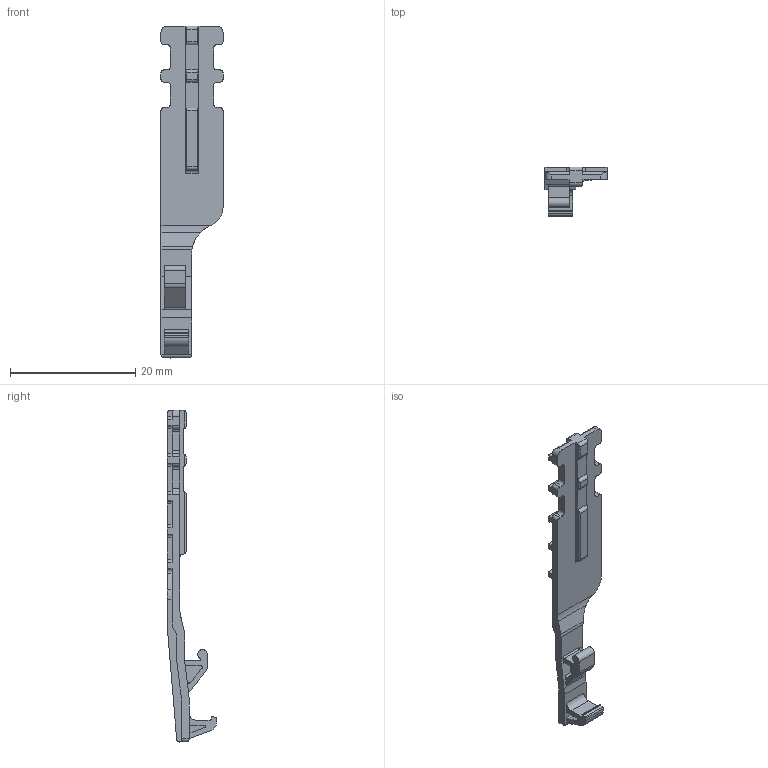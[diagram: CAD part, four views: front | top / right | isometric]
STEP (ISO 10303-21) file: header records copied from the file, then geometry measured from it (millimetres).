
FILE_DESCRIPTION(('CATIA V5 STEP Exchange','CAx-IF Rec.Pracs.--- Model Styling and Organization---1.4--- 2014-01-23'),'2;1');
FILE_NAME ('D1456707_0', '2020-01-10T08:03:08+00:00', ('none'), ('Weidmueller'), 'CATIA Version 5-6 Release 2016 SP3 HF44', 'CATIA V5 STEP AP214', 'none');
FILE_SCHEMA(('AUTOMOTIVE_DESIGN { 1 0 10303 214 1 1 1 1 }'));
Length unit declared in the file: millimetre
Products named in the file (1): 1816140000_ZZE ZP2-5
Bounding box: 9.9 x 7.87 x 53 mm (x, y, z)
Volume: 728.3 mm3; surface area: 1295.3 mm2
Topology: 1 solids, 1 shells, 216 faces, 628 edges, 415 vertices
Faces by surface type: plane 115, cylinder 101
Entity records: 6917 total; most frequent: CARTESIAN_POINT 1369, ORIENTED_EDGE 1256, DIRECTION 971, EDGE_CURVE 628, VECTOR 426, LINE 426, VERTEX_POINT 415, AXIS2_PLACEMENT_3D 363
